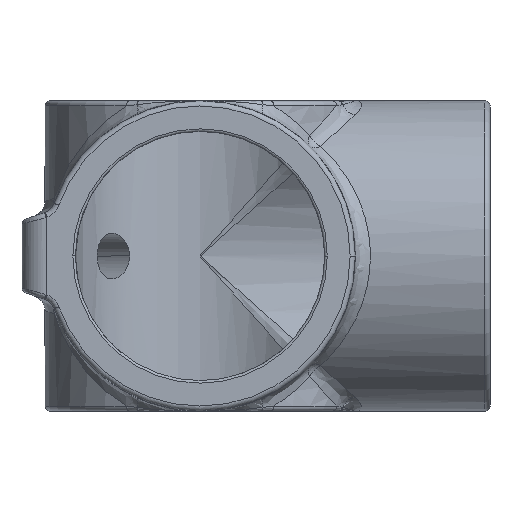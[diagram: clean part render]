
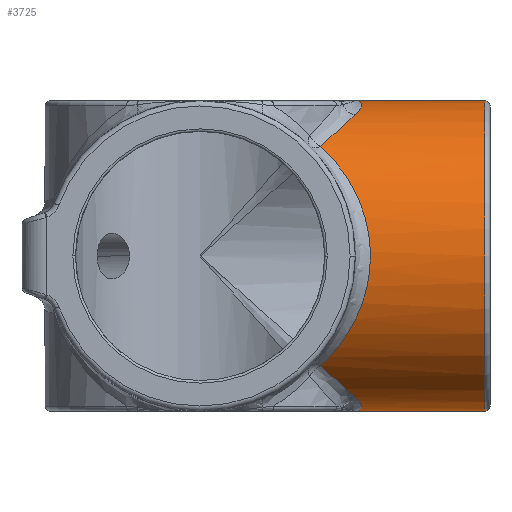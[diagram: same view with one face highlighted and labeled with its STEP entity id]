
A CAD part, front view. The second image highlights one B-rep face of the part: STEP entity #3725.
In plain terms, the highlighted cylindrical face has radius 30.5 mm (diameter 61 mm), a partial arc.
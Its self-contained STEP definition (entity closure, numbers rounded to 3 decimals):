
#64 = B_SPLINE_CURVE_WITH_KNOTS ( 'NONE', 3,
 ( #2349, #3632, #1914, #5366, #5424, #2898, #2408, #1192, #2427, #4147, #4201, #298, #4580, #3736, #2484, #5442, #4626, #281, #4170, #3271 ),
 .UNSPECIFIED., .F., .F.,
 ( 4, 2, 2, 2, 2, 2, 2, 2, 2, 4 ),
 ( 0., 0.003, 0.004, 0.005, 0.007, 0.008, 0.01, 0.012, 0.012, 0.013 ),
 .UNSPECIFIED. ) ;
#94 = CIRCLE ( 'NONE', #2314, 30.5 ) ;
#134 = LINE ( 'NONE', #3173, #3443 ) ;
#204 = EDGE_CURVE ( 'NONE', #450, #5314, #134, .T. ) ;
#229 = DIRECTION ( 'NONE',  ( -1., 0., 0. ) ) ;
#281 = CARTESIAN_POINT ( 'NONE',  ( 30.67, -0.53, -30.497 ) ) ;
#298 = CARTESIAN_POINT ( 'NONE',  ( 31.534, -4.308, -30.199 ) ) ;
#376 = CARTESIAN_POINT ( 'NONE',  ( 56., 0., 30.5 ) ) ;
#418 = EDGE_CURVE ( 'NONE', #512, #5314, #64, .T. ) ;
#421 = CARTESIAN_POINT ( 'NONE',  ( 31.239, -2.674, 30.387 ) ) ;
#440 = CARTESIAN_POINT ( 'NONE',  ( 30.903, -1.33, 30.472 ) ) ;
#441 = EDGE_LOOP ( 'NONE', ( #1431, #2319, #5224, #4371, #958, #2866, #634, #5102 ) ) ;
#450 = VERTEX_POINT ( 'NONE', #2498 ) ;
#456 = CARTESIAN_POINT ( 'NONE',  ( 31.658, -5.394, 30.024 ) ) ;
#512 = VERTEX_POINT ( 'NONE', #4698 ) ;
#515 = VERTEX_POINT ( 'NONE', #3503 ) ;
#615 = DIRECTION ( 'NONE',  ( 0., 0., -1. ) ) ;
#634 = ORIENTED_EDGE ( 'NONE', *, *, #2501, .T. ) ;
#670 = VERTEX_POINT ( 'NONE', #2911 ) ;
#849 = CARTESIAN_POINT ( 'NONE',  ( 31.697, -5.935, 29.922 ) ) ;
#874 = CARTESIAN_POINT ( 'NONE',  ( 31.716, -7.544, 29.557 ) ) ;
#958 = ORIENTED_EDGE ( 'NONE', *, *, #3711, .T. ) ;
#1084 = VERTEX_POINT ( 'NONE', #376 ) ;
#1192 = CARTESIAN_POINT ( 'NONE',  ( 31.716, -7.544, -29.557 ) ) ;
#1198 = CARTESIAN_POINT ( 'NONE',  ( 30.5, 0., 30.5 ) ) ;
#1236 = CARTESIAN_POINT ( 'NONE',  ( 31.279, -10.701, 28.582 ) ) ;
#1277 = CARTESIAN_POINT ( 'NONE',  ( 31.566, -9.136, 29.101 ) ) ;
#1425 = CYLINDRICAL_SURFACE ( 'NONE', #5220, 30.5 ) ;
#1431 = ORIENTED_EDGE ( 'NONE', *, *, #204, .F. ) ;
#1496 =( BOUNDED_CURVE ( )  B_SPLINE_CURVE ( 3, ( #1663, #1639, #5069, #3444 ),
 .UNSPECIFIED., .F., .F. ) 
 B_SPLINE_CURVE_WITH_KNOTS ( ( 4, 4 ),
 ( 2.356, 3.927 ),
 .UNSPECIFIED. ) 
 CURVE ( )  GEOMETRIC_REPRESENTATION_ITEM ( )  RATIONAL_B_SPLINE_CURVE ( ( 1., 0.805, 0.805, 1. ) ) 
 REPRESENTATION_ITEM ( '' )  );
#1639 = CARTESIAN_POINT ( 'NONE',  ( 37.564, -34.2, 8.933 ) ) ;
#1663 = CARTESIAN_POINT ( 'NONE',  ( 23.688, -21.567, 21.567 ) ) ;
#1789 = CARTESIAN_POINT ( 'NONE',  ( 23.688, -21.567, -21.567 ) ) ;
#1794 = CARTESIAN_POINT ( 'NONE',  ( 26.538, -18.972, -24.161 ) ) ;
#1855 =( BOUNDED_CURVE ( )  B_SPLINE_CURVE ( 3, ( #1996, #4123, #4110, #4994 ),
 .UNSPECIFIED., .F., .F. ) 
 B_SPLINE_CURVE_WITH_KNOTS ( ( 4, 4 ),
 ( 3.568, 3.927 ),
 .UNSPECIFIED. ) 
 CURVE ( )  GEOMETRIC_REPRESENTATION_ITEM ( )  RATIONAL_B_SPLINE_CURVE ( ( 1., 0.989, 0.989, 1. ) ) 
 REPRESENTATION_ITEM ( '' )  );
#1914 = CARTESIAN_POINT ( 'NONE',  ( 31.279, -10.701, -28.582 ) ) ;
#1926 = EDGE_CURVE ( 'NONE', #670, #4179, #1496, .T. ) ;
#1996 = CARTESIAN_POINT ( 'NONE',  ( 30.5, -12.616, 27.769 ) ) ;
#2314 = AXIS2_PLACEMENT_3D ( 'NONE', #4897, #229, #615 ) ;
#2319 = ORIENTED_EDGE ( 'NONE', *, *, #3016, .T. ) ;
#2349 = CARTESIAN_POINT ( 'NONE',  ( 30.5, -12.616, -27.769 ) ) ;
#2408 = CARTESIAN_POINT ( 'NONE',  ( 31.659, -8.342, -29.338 ) ) ;
#2427 = CARTESIAN_POINT ( 'NONE',  ( 31.727, -7.01, -29.689 ) ) ;
#2484 = CARTESIAN_POINT ( 'NONE',  ( 31.115, -2.134, -30.43 ) ) ;
#2498 = CARTESIAN_POINT ( 'NONE',  ( 56., 0., -30.5 ) ) ;
#2501 = EDGE_CURVE ( 'NONE', #4179, #512, #3797, .T. ) ;
#2528 = CARTESIAN_POINT ( 'NONE',  ( 31.524, -9.401, 29.016 ) ) ;
#2575 = CARTESIAN_POINT ( 'NONE',  ( 30.828, -1.063, 30.483 ) ) ;
#2614 = EDGE_CURVE ( 'NONE', #1084, #515, #5134, .T. ) ;
#2866 = ORIENTED_EDGE ( 'NONE', *, *, #1926, .T. ) ;
#2898 = CARTESIAN_POINT ( 'NONE',  ( 31.633, -8.607, -29.262 ) ) ;
#2911 = CARTESIAN_POINT ( 'NONE',  ( 23.688, -21.567, 21.567 ) ) ;
#2983 = CARTESIAN_POINT ( 'NONE',  ( 30.67, -0.53, 30.497 ) ) ;
#3016 = EDGE_CURVE ( 'NONE', #450, #1084, #94, .T. ) ;
#3026 = CARTESIAN_POINT ( 'NONE',  ( 31.727, -7.01, 29.689 ) ) ;
#3039 = CARTESIAN_POINT ( 'NONE',  ( 31.534, -4.308, 30.199 ) ) ;
#3173 = CARTESIAN_POINT ( 'NONE',  ( 57., 0., -30.5 ) ) ;
#3271 = CARTESIAN_POINT ( 'NONE',  ( 30.5, 0., -30.5 ) ) ;
#3345 = VERTEX_POINT ( 'NONE', #5072 ) ;
#3419 = DIRECTION ( 'NONE',  ( 0., 0., 1. ) ) ;
#3443 = VECTOR ( 'NONE', #5287, 1000. ) ;
#3444 = CARTESIAN_POINT ( 'NONE',  ( 23.688, -21.567, -21.567 ) ) ;
#3449 = CARTESIAN_POINT ( 'NONE',  ( 31.448, -3.76, 30.272 ) ) ;
#3503 = CARTESIAN_POINT ( 'NONE',  ( 30.5, 0., 30.5 ) ) ;
#3632 = CARTESIAN_POINT ( 'NONE',  ( 30.963, -11.687, -28.191 ) ) ;
#3640 = B_SPLINE_CURVE_WITH_KNOTS ( 'NONE', 3,
 ( #1198, #4153, #2983, #2575, #440, #4755, #421, #3449, #3039, #456, #849, #3026, #874, #3835, #5157, #1277, #2528, #1236, #4678, #4273 ),
 .UNSPECIFIED., .F., .F.,
 ( 4, 2, 2, 2, 2, 2, 2, 2, 2, 4 ),
 ( 0., 0.001, 0.002, 0.003, 0.005, 0.007, 0.008, 0.009, 0.01, 0.013 ),
 .UNSPECIFIED. ) ;
#3711 = EDGE_CURVE ( 'NONE', #3345, #670, #1855, .T. ) ;
#3718 = DIRECTION ( 'NONE',  ( -1., 0., 0. ) ) ;
#3725 = ADVANCED_FACE ( 'NONE', ( #4808 ), #1425, .T. ) ;
#3736 = CARTESIAN_POINT ( 'NONE',  ( 31.239, -2.674, -30.387 ) ) ;
#3797 =( BOUNDED_CURVE ( )  B_SPLINE_CURVE ( 3, ( #5173, #1794, #4447, #4910 ),
 .UNSPECIFIED., .F., .F. ) 
 B_SPLINE_CURVE_WITH_KNOTS ( ( 4, 4 ),
 ( 2.356, 2.715 ),
 .UNSPECIFIED. ) 
 CURVE ( )  GEOMETRIC_REPRESENTATION_ITEM ( )  RATIONAL_B_SPLINE_CURVE ( ( 1., 0.989, 0.989, 1. ) ) 
 REPRESENTATION_ITEM ( '' )  );
#3835 = CARTESIAN_POINT ( 'NONE',  ( 31.659, -8.342, 29.338 ) ) ;
#3851 = EDGE_CURVE ( 'NONE', #515, #3345, #3640, .T. ) ;
#3936 = VECTOR ( 'NONE', #3718, 1000. ) ;
#4110 = CARTESIAN_POINT ( 'NONE',  ( 26.538, -18.972, 24.161 ) ) ;
#4123 = CARTESIAN_POINT ( 'NONE',  ( 28.833, -15.956, 26.251 ) ) ;
#4147 = CARTESIAN_POINT ( 'NONE',  ( 31.697, -5.935, -29.922 ) ) ;
#4153 = CARTESIAN_POINT ( 'NONE',  ( 30.586, -0.264, 30.5 ) ) ;
#4170 = CARTESIAN_POINT ( 'NONE',  ( 30.586, -0.263, -30.5 ) ) ;
#4179 = VERTEX_POINT ( 'NONE', #1789 ) ;
#4201 = CARTESIAN_POINT ( 'NONE',  ( 31.658, -5.394, -30.024 ) ) ;
#4239 = CARTESIAN_POINT ( 'NONE',  ( 57., 0., 0. ) ) ;
#4264 = CARTESIAN_POINT ( 'NONE',  ( 30.5, 0., -30.5 ) ) ;
#4273 = CARTESIAN_POINT ( 'NONE',  ( 30.5, -12.616, 27.769 ) ) ;
#4371 = ORIENTED_EDGE ( 'NONE', *, *, #3851, .T. ) ;
#4447 = CARTESIAN_POINT ( 'NONE',  ( 28.833, -15.956, -26.251 ) ) ;
#4521 = CARTESIAN_POINT ( 'NONE',  ( 57., 0., 30.5 ) ) ;
#4580 = CARTESIAN_POINT ( 'NONE',  ( 31.448, -3.76, -30.272 ) ) ;
#4626 = CARTESIAN_POINT ( 'NONE',  ( 30.828, -1.063, -30.483 ) ) ;
#4678 = CARTESIAN_POINT ( 'NONE',  ( 30.963, -11.687, 28.191 ) ) ;
#4698 = CARTESIAN_POINT ( 'NONE',  ( 30.5, -12.616, -27.769 ) ) ;
#4755 = CARTESIAN_POINT ( 'NONE',  ( 31.115, -2.135, 30.43 ) ) ;
#4808 = FACE_OUTER_BOUND ( 'NONE', #441, .T. ) ;
#4897 = CARTESIAN_POINT ( 'NONE',  ( 56., 0., 0. ) ) ;
#4910 = CARTESIAN_POINT ( 'NONE',  ( 30.5, -12.616, -27.769 ) ) ;
#4994 = CARTESIAN_POINT ( 'NONE',  ( 23.688, -21.567, 21.567 ) ) ;
#5042 = DIRECTION ( 'NONE',  ( -1., 0., 0. ) ) ;
#5069 = CARTESIAN_POINT ( 'NONE',  ( 37.564, -34.2, -8.933 ) ) ;
#5072 = CARTESIAN_POINT ( 'NONE',  ( 30.5, -12.616, 27.769 ) ) ;
#5102 = ORIENTED_EDGE ( 'NONE', *, *, #418, .T. ) ;
#5134 = LINE ( 'NONE', #4521, #3936 ) ;
#5157 = CARTESIAN_POINT ( 'NONE',  ( 31.633, -8.607, 29.262 ) ) ;
#5173 = CARTESIAN_POINT ( 'NONE',  ( 23.688, -21.567, -21.567 ) ) ;
#5220 = AXIS2_PLACEMENT_3D ( 'NONE', #4239, #5042, #3419 ) ;
#5224 = ORIENTED_EDGE ( 'NONE', *, *, #2614, .T. ) ;
#5287 = DIRECTION ( 'NONE',  ( -1., 0., 0. ) ) ;
#5314 = VERTEX_POINT ( 'NONE', #4264 ) ;
#5366 = CARTESIAN_POINT ( 'NONE',  ( 31.524, -9.401, -29.016 ) ) ;
#5424 = CARTESIAN_POINT ( 'NONE',  ( 31.566, -9.136, -29.101 ) ) ;
#5442 = CARTESIAN_POINT ( 'NONE',  ( 30.903, -1.33, -30.472 ) ) ;
